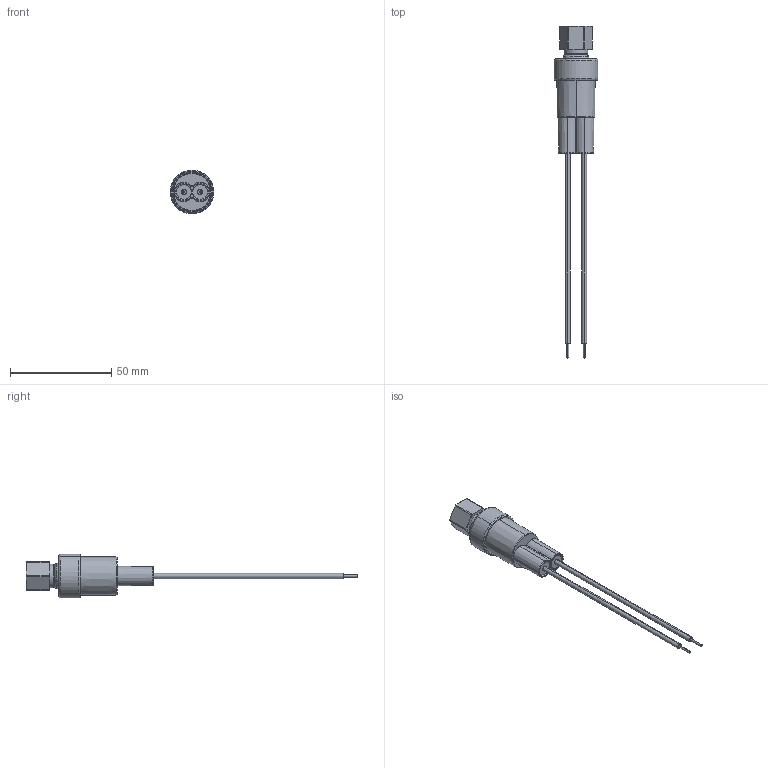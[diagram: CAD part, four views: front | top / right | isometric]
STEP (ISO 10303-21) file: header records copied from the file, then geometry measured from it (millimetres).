
FILE_DESCRIPTION (( 'STEP AP214' ), '1' );
FILE_NAME ('PS80-XX-XXXX.STEP', '2018-03-06T19:29:17', ( '' ), ( '' ), 'SwSTEP 2.0', 'SolidWorks 2015', '' );
FILE_SCHEMA (( 'AUTOMOTIVE_DESIGN' ));
Length unit declared in the file: inch
Products named in the file (1): PS80-XX-XXXX
Bounding box: 21.72 x 164.22 x 21.72 mm (x, y, z)
Volume: 8046.9 mm3; surface area: 9844 mm2
Topology: 2 solids, 2 shells, 280 faces, 673 edges, 419 vertices
Faces by surface type: cylinder 83, plane 82, torus 51, cone 40, bspline 20, sphere 4
Entity records: 9243 total; most frequent: CARTESIAN_POINT 2815, DIRECTION 1364, ORIENTED_EDGE 1338, EDGE_CURVE 669, AXIS2_PLACEMENT_3D 562, VERTEX_POINT 419, EDGE_LOOP 308, CIRCLE 301
